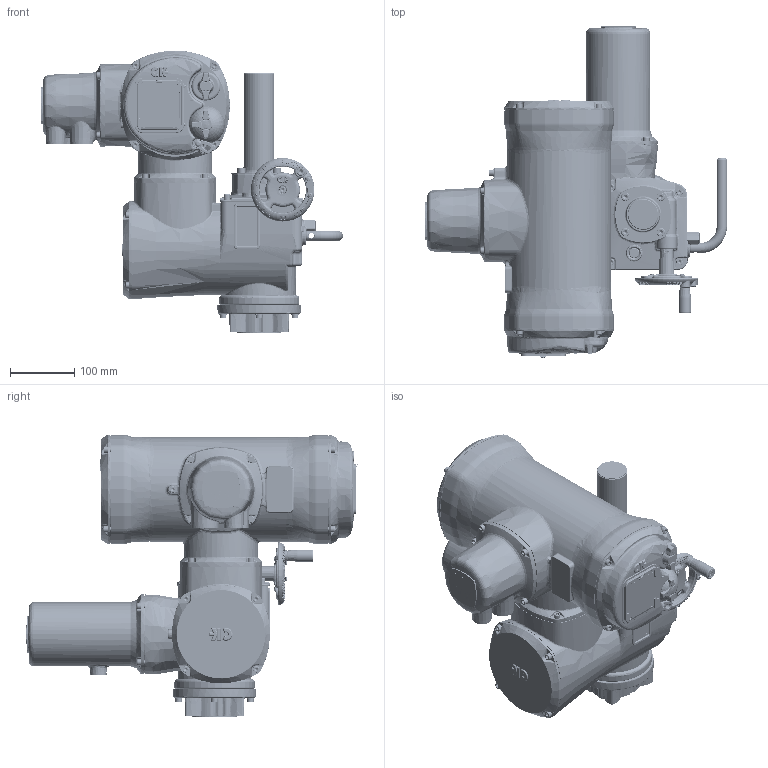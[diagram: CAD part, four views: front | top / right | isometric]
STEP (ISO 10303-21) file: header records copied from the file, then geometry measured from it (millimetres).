
FILE_DESCRIPTION(/* description */ ('Unknown'),/* implementation_level */ '2;1');
FILE_NAME(/* name */ 'A400N0BS00X-2',/* time_stamp */ '2018-07-17T08:34:00+02:00',/* author */ ('Unknown'),/* organization */ ('Unknown'),/* preprocessor_version */ 'ST-DEVELOPER v16.7',/* originating_system */ 'DEX',/* authorisation */ $);
FILE_SCHEMA (('AUTOMOTIVE_DESIGN {1 0 10303 214 3 1 1}'));
Length unit declared in the file: millimetre
Products named in the file (1): A400N0BS00
Bounding box: 470.34 x 517.7 x 441.03 mm (x, y, z)
Volume: 56539.4 mm3; surface area: 794861.7 mm2
Topology: 73 solids, 74 shells, 13784 faces, 33142 edges, 19688 vertices
Faces by surface type: plane 4709, bspline 3543, cylinder 3433, torus 889, cone 694, sphere 516
Full cylindrical faces by diameter (mm): 0.6 x2, 1.152 x1, 3 x2, 3.2 x1, 4 x2, 4.2 x6, 4.4 x1, 4.5 x5, 4.917 x23, 5.5 x4, 6 x15, 6.4 x1, 6.45 x4, 6.47 x4, 6.5 x12, 6.6 x4, 6.647 x1, 7 x7, 8 x7, 8.2 x1, 8.376 x8, 8.5 x4, 9 x4, 10 x37, 10.22 x4, 10.8 x4, 11 x1, 11.92 x1, 12 x2, 13 x10
Entity records: 597819 total; most frequent: CARTESIAN_POINT 215277, ORIENTED_EDGE 63750, DIRECTION 50397, EDGE_CURVE 31875, VERTEX_POINT 19416, AXIS2_PLACEMENT_3D 18345, FACE_BOUND 15105, EDGE_LOOP 15039
